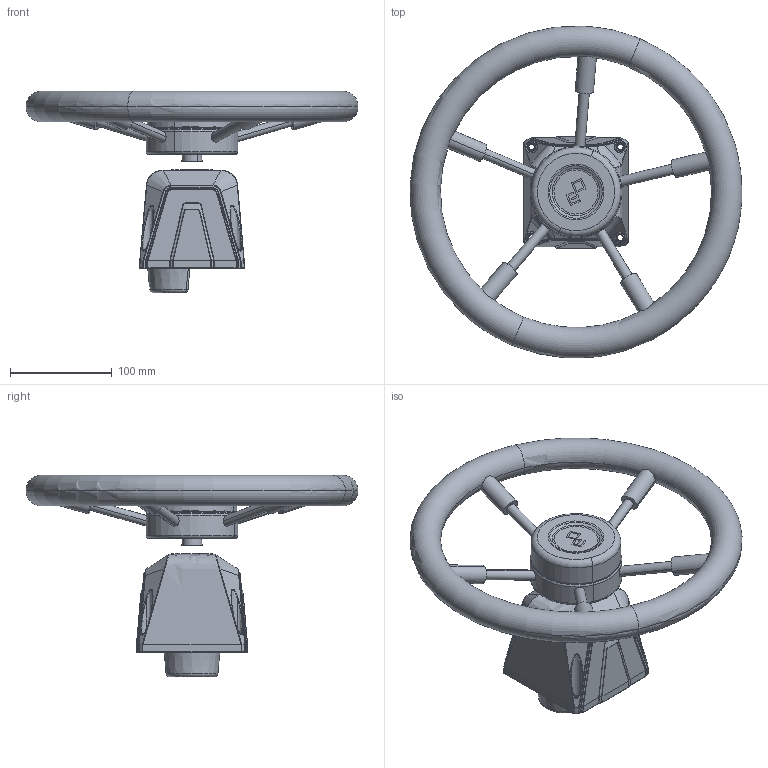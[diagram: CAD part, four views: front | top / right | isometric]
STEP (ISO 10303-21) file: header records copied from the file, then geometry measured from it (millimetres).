
FILE_DESCRIPTION (( 'STEP AP214' ), '1' );
FILE_NAME ('X-源砃攫.STEP', '2024-10-30T08:59:01', ( '砯雄' ), ( '砯雄' ), 'SwSTEP 2.0', 'SolidWorks 2021', '' );
FILE_SCHEMA (( 'AUTOMOTIVE_DESIGN' ));
Length unit declared in the file: millimetre
Products named in the file (1): X-源砃攫
Bounding box: 325.63 x 325.63 x 197.62 mm (x, y, z)
Surface area: 195164.7 mm2 (no closed solid volume)
Topology: 0 solids, 19 shells, 571 faces, 1769 edges, 1170 vertices
Faces by surface type: cylinder 172, bspline 114, plane 111, cone 88, torus 84, sphere 2
Entity records: 41035 total; most frequent: CARTESIAN_POINT 20330, ORIENTED_EDGE 2946, DIRECTION 2825, EDGE_CURVE 1769, VERTEX_POINT 1170, AXIS2_PLACEMENT_3D 1122, CIRCLE 664, EDGE_LOOP 605
